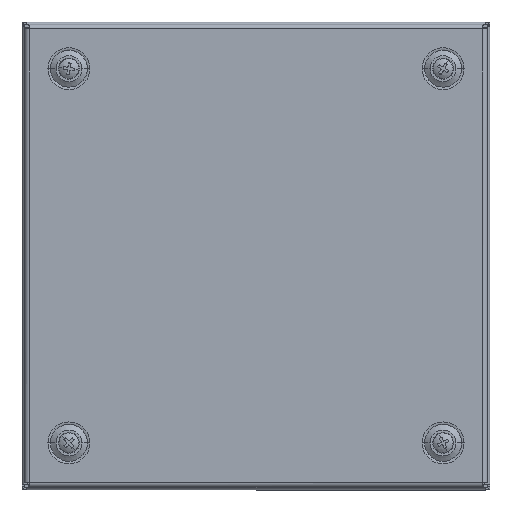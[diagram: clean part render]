
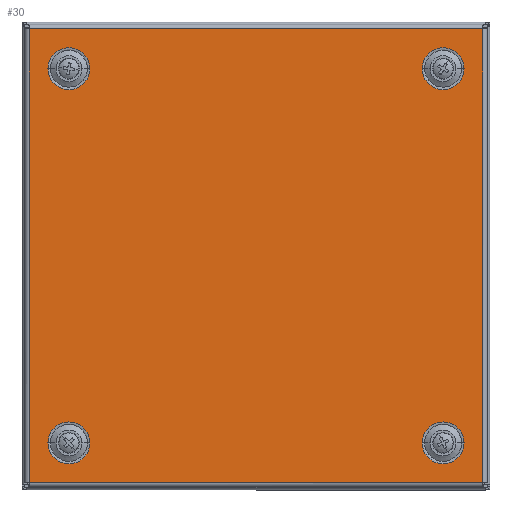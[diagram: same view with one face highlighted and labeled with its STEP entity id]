
A CAD part, top view. The second image highlights one B-rep face of the part: STEP entity #30.
In plain terms, the highlighted face is planar.
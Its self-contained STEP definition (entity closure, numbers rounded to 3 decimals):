
#30 = ADVANCED_FACE ( 'NONE', ( #5083, #14250, #23456, #2823, #11999 ), #21199, .F. ) ;
#129 = CARTESIAN_POINT ( 'NONE',  ( 97., 0., -97. ) ) ;
#261 = LINE ( 'NONE', #9445, #23263 ) ;
#468 = VERTEX_POINT ( 'NONE', #9564 ) ;
#555 = CARTESIAN_POINT ( 'NONE',  ( 0., 0., 0. ) ) ;
#617 = AXIS2_PLACEMENT_3D ( 'NONE', #8112, #17309, #26520 ) ;
#1087 = CIRCLE ( 'NONE', #17954, 8.955 ) ;
#1170 = CARTESIAN_POINT ( 'NONE',  ( -97.093, 0., 97. ) ) ;
#1245 = ORIENTED_EDGE ( 'NONE', *, *, #20033, .F. ) ;
#1247 = EDGE_CURVE ( 'NONE', #1564, #20061, #23314, .T. ) ;
#1489 = ORIENTED_EDGE ( 'NONE', *, *, #25020, .F. ) ;
#1502 = ORIENTED_EDGE ( 'NONE', *, *, #25099, .F. ) ;
#1503 = ORIENTED_EDGE ( 'NONE', *, *, #22599, .T. ) ;
#1564 = VERTEX_POINT ( 'NONE', #27085 ) ;
#2179 = CARTESIAN_POINT ( 'NONE',  ( 80., 0., 88.955 ) ) ;
#2192 = VERTEX_POINT ( 'NONE', #4724 ) ;
#2543 = ORIENTED_EDGE ( 'NONE', *, *, #28048, .T. ) ;
#2674 = CARTESIAN_POINT ( 'NONE',  ( 97., 0., 97.093 ) ) ;
#2823 = FACE_BOUND ( 'NONE', #26679, .T. ) ;
#3324 = ORIENTED_EDGE ( 'NONE', *, *, #25716, .F. ) ;
#4095 = CARTESIAN_POINT ( 'NONE',  ( -80., 0., -80. ) ) ;
#4134 = CARTESIAN_POINT ( 'NONE',  ( 80., 0., -88.955 ) ) ;
#4448 = EDGE_CURVE ( 'NONE', #468, #13855, #17586, .T. ) ;
#4597 = AXIS2_PLACEMENT_3D ( 'NONE', #20131, #29377, #8694 ) ;
#4724 = CARTESIAN_POINT ( 'NONE',  ( -80., 0., 71.045 ) ) ;
#5083 = FACE_BOUND ( 'NONE', #7852, .T. ) ;
#5263 = AXIS2_PLACEMENT_3D ( 'NONE', #19178, #28412, #7732 ) ;
#5369 = ORIENTED_EDGE ( 'NONE', *, *, #4448, .F. ) ;
#5566 = CARTESIAN_POINT ( 'NONE',  ( -80., 0., -88.955 ) ) ;
#6127 = EDGE_LOOP ( 'NONE', ( #3324, #1502 ) ) ;
#6179 = CARTESIAN_POINT ( 'NONE',  ( -97., 0., 97. ) ) ;
#6182 = EDGE_LOOP ( 'NONE', ( #1489, #20065 ) ) ;
#6629 = CARTESIAN_POINT ( 'NONE',  ( 80., 0., -80. ) ) ;
#6921 = DIRECTION ( 'NONE',  ( 0., 0., 1. ) ) ;
#7498 = EDGE_LOOP ( 'NONE', ( #14737, #2543, #15236, #1503 ) ) ;
#7732 = DIRECTION ( 'NONE',  ( 0., 0., 1. ) ) ;
#7846 = VERTEX_POINT ( 'NONE', #26477 ) ;
#7852 = EDGE_LOOP ( 'NONE', ( #5369, #24700 ) ) ;
#8112 = CARTESIAN_POINT ( 'NONE',  ( -80., 0., 80. ) ) ;
#8131 = VERTEX_POINT ( 'NONE', #9556 ) ;
#8437 = DIRECTION ( 'NONE',  ( 0., 1., 0. ) ) ;
#8694 = DIRECTION ( 'NONE',  ( 0., 0., 1. ) ) ;
#9024 = CARTESIAN_POINT ( 'NONE',  ( 80., 0., 80. ) ) ;
#9410 = LINE ( 'NONE', #18597, #26463 ) ;
#9445 = CARTESIAN_POINT ( 'NONE',  ( 97.093, 0., -97. ) ) ;
#9551 = AXIS2_PLACEMENT_3D ( 'NONE', #9024, #18219, #27441 ) ;
#9556 = CARTESIAN_POINT ( 'NONE',  ( 80., 0., 71.045 ) ) ;
#9564 = CARTESIAN_POINT ( 'NONE',  ( -80., 0., -71.045 ) ) ;
#9744 = DIRECTION ( 'NONE',  ( 0., -1., 0. ) ) ;
#10020 = AXIS2_PLACEMENT_3D ( 'NONE', #29124, #8437, #17628 ) ;
#10361 = DIRECTION ( 'NONE',  ( 1., 0., 0. ) ) ;
#10997 = CIRCLE ( 'NONE', #27884, 8.955 ) ;
#11580 = AXIS2_PLACEMENT_3D ( 'NONE', #18358, #27581, #6921 ) ;
#11840 = DIRECTION ( 'NONE',  ( 0., 0., -1. ) ) ;
#11999 = FACE_BOUND ( 'NONE', #6127, .T. ) ;
#12184 = VERTEX_POINT ( 'NONE', #25624 ) ;
#13208 = AXIS2_PLACEMENT_3D ( 'NONE', #555, #9744, #18929 ) ;
#13249 = DIRECTION ( 'NONE',  ( 0., 1., 0. ) ) ;
#13601 = CIRCLE ( 'NONE', #617, 8.955 ) ;
#13855 = VERTEX_POINT ( 'NONE', #5566 ) ;
#14250 = FACE_BOUND ( 'NONE', #6182, .T. ) ;
#14737 = ORIENTED_EDGE ( 'NONE', *, *, #17370, .T. ) ;
#15236 = ORIENTED_EDGE ( 'NONE', *, *, #1247, .T. ) ;
#15635 = VERTEX_POINT ( 'NONE', #6179 ) ;
#15805 = DIRECTION ( 'NONE',  ( 0., 1., 0. ) ) ;
#16435 = VERTEX_POINT ( 'NONE', #4134 ) ;
#17309 = DIRECTION ( 'NONE',  ( 0., 1., 0. ) ) ;
#17370 = EDGE_CURVE ( 'NONE', #20428, #15635, #9410, .T. ) ;
#17586 = CIRCLE ( 'NONE', #4597, 8.955 ) ;
#17628 = DIRECTION ( 'NONE',  ( 0., 0., 1. ) ) ;
#17954 = AXIS2_PLACEMENT_3D ( 'NONE', #4095, #13249, #22440 ) ;
#18219 = DIRECTION ( 'NONE',  ( 0., 1., 0. ) ) ;
#18253 = CIRCLE ( 'NONE', #5263, 8.955 ) ;
#18298 = VECTOR ( 'NONE', #10361, 1000. ) ;
#18358 = CARTESIAN_POINT ( 'NONE',  ( 80., 0., 80. ) ) ;
#18597 = CARTESIAN_POINT ( 'NONE',  ( -97., 0., -97.093 ) ) ;
#18636 = DIRECTION ( 'NONE',  ( -1., 0., 0. ) ) ;
#18929 = DIRECTION ( 'NONE',  ( 0., 0., -1. ) ) ;
#19178 = CARTESIAN_POINT ( 'NONE',  ( 80., 0., -80. ) ) ;
#20033 = EDGE_CURVE ( 'NONE', #21686, #8131, #24589, .T. ) ;
#20061 = VERTEX_POINT ( 'NONE', #129 ) ;
#20065 = ORIENTED_EDGE ( 'NONE', *, *, #22333, .F. ) ;
#20131 = CARTESIAN_POINT ( 'NONE',  ( -80., 0., -80. ) ) ;
#20428 = VERTEX_POINT ( 'NONE', #24960 ) ;
#20789 = EDGE_CURVE ( 'NONE', #13855, #468, #1087, .T. ) ;
#21199 = PLANE ( 'NONE',  #13208 ) ;
#21686 = VERTEX_POINT ( 'NONE', #2179 ) ;
#21818 = LINE ( 'NONE', #1170, #18298 ) ;
#22333 = EDGE_CURVE ( 'NONE', #2192, #12184, #13601, .T. ) ;
#22440 = DIRECTION ( 'NONE',  ( 0., 0., 1. ) ) ;
#22550 = CIRCLE ( 'NONE', #9551, 8.955 ) ;
#22599 = EDGE_CURVE ( 'NONE', #20061, #20428, #261, .T. ) ;
#23026 = CIRCLE ( 'NONE', #10020, 8.955 ) ;
#23263 = VECTOR ( 'NONE', #18636, 1000. ) ;
#23314 = LINE ( 'NONE', #2674, #24393 ) ;
#23456 = FACE_OUTER_BOUND ( 'NONE', #7498, .T. ) ;
#24393 = VECTOR ( 'NONE', #11840, 1000. ) ;
#24589 = CIRCLE ( 'NONE', #11580, 8.955 ) ;
#24700 = ORIENTED_EDGE ( 'NONE', *, *, #20789, .F. ) ;
#24960 = CARTESIAN_POINT ( 'NONE',  ( -97., 0., -97. ) ) ;
#25010 = DIRECTION ( 'NONE',  ( 0., 0., 1. ) ) ;
#25020 = EDGE_CURVE ( 'NONE', #12184, #2192, #23026, .T. ) ;
#25099 = EDGE_CURVE ( 'NONE', #16435, #7846, #10997, .T. ) ;
#25129 = EDGE_CURVE ( 'NONE', #8131, #21686, #22550, .T. ) ;
#25446 = ORIENTED_EDGE ( 'NONE', *, *, #25129, .F. ) ;
#25624 = CARTESIAN_POINT ( 'NONE',  ( -80., 0., 88.955 ) ) ;
#25716 = EDGE_CURVE ( 'NONE', #7846, #16435, #18253, .T. ) ;
#26463 = VECTOR ( 'NONE', #27837, 1000. ) ;
#26477 = CARTESIAN_POINT ( 'NONE',  ( 80., 0., -71.045 ) ) ;
#26520 = DIRECTION ( 'NONE',  ( 0., 0., 1. ) ) ;
#26679 = EDGE_LOOP ( 'NONE', ( #1245, #25446 ) ) ;
#27085 = CARTESIAN_POINT ( 'NONE',  ( 97., 0., 97. ) ) ;
#27441 = DIRECTION ( 'NONE',  ( 0., 0., 1. ) ) ;
#27581 = DIRECTION ( 'NONE',  ( 0., 1., 0. ) ) ;
#27837 = DIRECTION ( 'NONE',  ( 0., 0., 1. ) ) ;
#27884 = AXIS2_PLACEMENT_3D ( 'NONE', #6629, #15805, #25010 ) ;
#28048 = EDGE_CURVE ( 'NONE', #15635, #1564, #21818, .T. ) ;
#28412 = DIRECTION ( 'NONE',  ( 0., 1., 0. ) ) ;
#29124 = CARTESIAN_POINT ( 'NONE',  ( -80., 0., 80. ) ) ;
#29377 = DIRECTION ( 'NONE',  ( 0., 1., 0. ) ) ;
